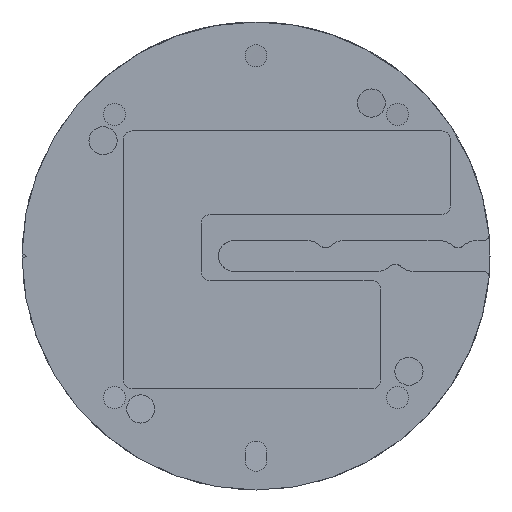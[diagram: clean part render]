
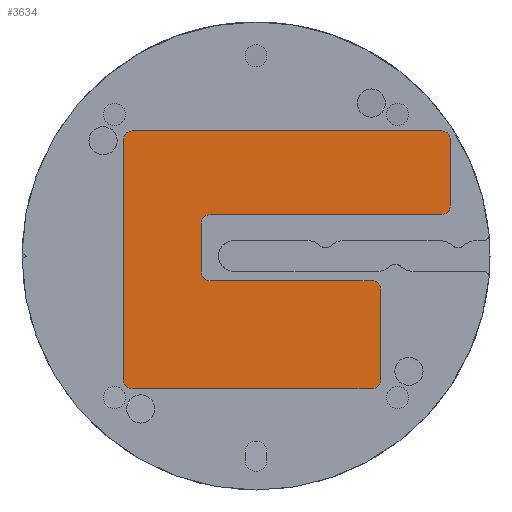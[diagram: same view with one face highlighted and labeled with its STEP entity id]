
A CAD part, front view. The second image highlights one B-rep face of the part: STEP entity #3634.
In plain terms, the highlighted planar face has unit normal (0, -1, 0).
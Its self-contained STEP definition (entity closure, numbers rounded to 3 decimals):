
#1168 = CARTESIAN_POINT ( 'NONE',  ( -22.592, 0.381, -24.185 ) ) ;
#1696 = PLANE ( 'NONE',  #1714 ) ;
#1699 = CARTESIAN_POINT ( 'NONE',  ( 33.863, 0.381, 21.217 ) ) ;
#1714 = AXIS2_PLACEMENT_3D ( 'NONE', #1699, #1723, #1722 ) ;
#1722 = DIRECTION ( 'NONE',  ( 0., 0., 1. ) ) ;
#1723 = DIRECTION ( 'NONE',  ( 0., 1., 0. ) ) ;
#1726 = FACE_OUTER_BOUND ( 'NONE', #3664, .T. ) ;
#1752 = DIRECTION ( 'NONE',  ( -1., 0., 0. ) ) ;
#1753 = VECTOR ( 'NONE', #1752, 1000. ) ;
#1754 = CARTESIAN_POINT ( 'NONE',  ( -22.592, 0.381, 22.805 ) ) ;
#1762 = CARTESIAN_POINT ( 'NONE',  ( 22.751, 0.381, -6.088 ) ) ;
#1763 = CARTESIAN_POINT ( 'NONE',  ( 35.451, 0.381, 21.217 ) ) ;
#1764 = DIRECTION ( 'NONE',  ( 0., 0., 1. ) ) ;
#1765 = VECTOR ( 'NONE', #1764, 1000. ) ;
#1766 = CIRCLE ( 'NONE', #1841, 1.587 ) ;
#1770 = LINE ( 'NONE', #1831, #1765 ) ;
#1771 = LINE ( 'NONE', #1788, #1787 ) ;
#1773 = CARTESIAN_POINT ( 'NONE',  ( -8.368, 0.381, -4.5 ) ) ;
#1774 = CARTESIAN_POINT ( 'NONE',  ( -24.18, 0.381, -22.598 ) ) ;
#1775 = AXIS2_PLACEMENT_3D ( 'NONE', #1807, #1826, #1813 ) ;
#1776 = AXIS2_PLACEMENT_3D ( 'NONE', #1785, #1784, #1783 ) ;
#1779 = CIRCLE ( 'NONE', #1776, 1.587 ) ;
#1783 = DIRECTION ( 'NONE',  ( 0., 0., -1. ) ) ;
#1784 = DIRECTION ( 'NONE',  ( 0., -1., 0. ) ) ;
#1785 = CARTESIAN_POINT ( 'NONE',  ( -22.592, 0.381, -22.598 ) ) ;
#1786 = DIRECTION ( 'NONE',  ( 0., 0., -1. ) ) ;
#1787 = VECTOR ( 'NONE', #1786, 1000. ) ;
#1788 = CARTESIAN_POINT ( 'NONE',  ( -24.18, 0.381, -22.598 ) ) ;
#1789 = DIRECTION ( 'NONE',  ( 0., 0., 1. ) ) ;
#1791 = CIRCLE ( 'NONE', #1775, 1.587 ) ;
#1793 = AXIS2_PLACEMENT_3D ( 'NONE', #1848, #1847, #1846 ) ;
#1799 = DIRECTION ( 'NONE',  ( 0., 1., 0. ) ) ;
#1800 = LINE ( 'NONE', #1754, #1753 ) ;
#1802 = AXIS2_PLACEMENT_3D ( 'NONE', #1803, #1799, #1789 ) ;
#1803 = CARTESIAN_POINT ( 'NONE',  ( -8.368, 0.381, -2.913 ) ) ;
#1805 = LINE ( 'NONE', #1829, #1828 ) ;
#1806 = CARTESIAN_POINT ( 'NONE',  ( 33.863, 0.381, 22.805 ) ) ;
#1807 = CARTESIAN_POINT ( 'NONE',  ( -22.592, 0.381, 21.217 ) ) ;
#1812 = CARTESIAN_POINT ( 'NONE',  ( -9.956, 0.381, -2.913 ) ) ;
#1813 = DIRECTION ( 'NONE',  ( 0., 0., -1. ) ) ;
#1820 = CARTESIAN_POINT ( 'NONE',  ( -24.18, 0.381, 21.217 ) ) ;
#1826 = DIRECTION ( 'NONE',  ( 0., -1., 0. ) ) ;
#1827 = DIRECTION ( 'NONE',  ( -1., 0., 0. ) ) ;
#1828 = VECTOR ( 'NONE', #1827, 1000. ) ;
#1829 = CARTESIAN_POINT ( 'NONE',  ( -8.368, 0.381, -4.5 ) ) ;
#1830 = CARTESIAN_POINT ( 'NONE',  ( 22.751, 0.381, -22.598 ) ) ;
#1831 = CARTESIAN_POINT ( 'NONE',  ( 22.751, 0.381, -6.088 ) ) ;
#1837 = CARTESIAN_POINT ( 'NONE',  ( 21.163, 0.381, -4.5 ) ) ;
#1840 = CARTESIAN_POINT ( 'NONE',  ( -22.592, 0.381, 22.805 ) ) ;
#1841 = AXIS2_PLACEMENT_3D ( 'NONE', #1845, #1844, #1843 ) ;
#1842 = CIRCLE ( 'NONE', #1802, 1.588 ) ;
#1843 = DIRECTION ( 'NONE',  ( 0., 0., 1. ) ) ;
#1844 = DIRECTION ( 'NONE',  ( 0., -1., 0. ) ) ;
#1845 = CARTESIAN_POINT ( 'NONE',  ( 33.863, 0.381, 21.217 ) ) ;
#1846 = DIRECTION ( 'NONE',  ( 0., 0., -1. ) ) ;
#1847 = DIRECTION ( 'NONE',  ( 0., -1., 0. ) ) ;
#1848 = CARTESIAN_POINT ( 'NONE',  ( 21.163, 0.381, -6.088 ) ) ;
#1855 = CIRCLE ( 'NONE', #1793, 1.587 ) ;
#1856 = CARTESIAN_POINT ( 'NONE',  ( 21.163, 0.381, -24.185 ) ) ;
#3169 = VERTEX_POINT ( 'NONE', #1168 ) ;
#3274 = DIRECTION ( 'NONE',  ( 0., 0., 1. ) ) ;
#3626 = ORIENTED_EDGE ( 'NONE', *, *, #3704, .T. ) ;
#3634 = ADVANCED_FACE ( 'NONE', ( #1726 ), #1696, .F. ) ;
#3649 = LINE ( 'NONE', #3660, #3659 ) ;
#3650 = CARTESIAN_POINT ( 'NONE',  ( 35.451, 0.381, 9.152 ) ) ;
#3659 = VECTOR ( 'NONE', #3274, 1000. ) ;
#3660 = CARTESIAN_POINT ( 'NONE',  ( -9.956, 0.381, -2.913 ) ) ;
#3664 = EDGE_LOOP ( 'NONE', ( #3626, #3706, #3728, #3703, #3748, #6506, #3754, #6415, #6501, #3698, #3727, #6523, #6482, #6452, #6410, #6418 ) ) ;
#3695 = CARTESIAN_POINT ( 'NONE',  ( 33.863, 0.381, 7.565 ) ) ;
#3696 = EDGE_CURVE ( 'NONE', #3715, #3701, #1855, .T. ) ;
#3697 = EDGE_CURVE ( 'NONE', #3717, #3715, #1770, .T. ) ;
#3698 = ORIENTED_EDGE ( 'NONE', *, *, #3716, .T. ) ;
#3699 = VERTEX_POINT ( 'NONE', #1856 ) ;
#3701 = VERTEX_POINT ( 'NONE', #1837 ) ;
#3700 = CARTESIAN_POINT ( 'NONE',  ( 21.163, 0.381, -22.598 ) ) ;
#3702 = VERTEX_POINT ( 'NONE', #1763 ) ;
#3703 = ORIENTED_EDGE ( 'NONE', *, *, #3707, .T. ) ;
#3704 = EDGE_CURVE ( 'NONE', #3702, #3749, #1766, .T. ) ;
#3705 = VERTEX_POINT ( 'NONE', #1820 ) ;
#3706 = ORIENTED_EDGE ( 'NONE', *, *, #3752, .T. ) ;
#3707 = EDGE_CURVE ( 'NONE', #3705, #3708, #1771, .T. ) ;
#3708 = VERTEX_POINT ( 'NONE', #1774 ) ;
#3709 = VERTEX_POINT ( 'NONE', #1840 ) ;
#3714 = VERTEX_POINT ( 'NONE', #1773 ) ;
#3715 = VERTEX_POINT ( 'NONE', #1762 ) ;
#3716 = EDGE_CURVE ( 'NONE', #3701, #3714, #1805, .T. ) ;
#3717 = VERTEX_POINT ( 'NONE', #1830 ) ;
#3723 = DIRECTION ( 'NONE',  ( 0., 0., 1. ) ) ;
#3726 = EDGE_CURVE ( 'NONE', #3714, #3753, #1842, .T. ) ;
#3727 = ORIENTED_EDGE ( 'NONE', *, *, #3726, .T. ) ;
#3728 = ORIENTED_EDGE ( 'NONE', *, *, #3750, .T. ) ;
#3730 = AXIS2_PLACEMENT_3D ( 'NONE', #3700, #3746, #3743 ) ;
#3732 = CARTESIAN_POINT ( 'NONE',  ( -8.368, 0.381, 5.977 ) ) ;
#3733 = DIRECTION ( 'NONE',  ( 0., 1., 0. ) ) ;
#3736 = CIRCLE ( 'NONE', #3730, 1.587 ) ;
#3739 = AXIS2_PLACEMENT_3D ( 'NONE', #3732, #3733, #3723 ) ;
#3743 = DIRECTION ( 'NONE',  ( 0., 0., -1. ) ) ;
#3746 = DIRECTION ( 'NONE',  ( 0., -1., 0. ) ) ;
#3747 = CIRCLE ( 'NONE', #3739, 1.588 ) ;
#3748 = ORIENTED_EDGE ( 'NONE', *, *, #3751, .T. ) ;
#3749 = VERTEX_POINT ( 'NONE', #1806 ) ;
#3750 = EDGE_CURVE ( 'NONE', #3709, #3705, #1791, .T. ) ;
#3751 = EDGE_CURVE ( 'NONE', #3708, #3169, #1779, .T. ) ;
#3752 = EDGE_CURVE ( 'NONE', #3749, #3709, #1800, .T. ) ;
#3753 = VERTEX_POINT ( 'NONE', #1812 ) ;
#3754 = ORIENTED_EDGE ( 'NONE', *, *, #6400, .T. ) ;
#3789 = LINE ( 'NONE', #3800, #3798 ) ;
#3796 = CARTESIAN_POINT ( 'NONE',  ( -8.368, 0.381, 7.565 ) ) ;
#3797 = DIRECTION ( 'NONE',  ( 1., 0., 0. ) ) ;
#3798 = VECTOR ( 'NONE', #3797, 1000. ) ;
#3800 = CARTESIAN_POINT ( 'NONE',  ( -8.368, 0.381, 7.565 ) ) ;
#3926 = CARTESIAN_POINT ( 'NONE',  ( -9.956, 0.381, 5.977 ) ) ;
#3960 = LINE ( 'NONE', #3976, #3992 ) ;
#3976 = CARTESIAN_POINT ( 'NONE',  ( 35.451, 0.381, 21.217 ) ) ;
#3991 = DIRECTION ( 'NONE',  ( 0., 0., 1. ) ) ;
#3992 = VECTOR ( 'NONE', #3991, 1000. ) ;
#3999 = AXIS2_PLACEMENT_3D ( 'NONE', #4021, #4033, #4032 ) ;
#4003 = LINE ( 'NONE', #4006, #4025 ) ;
#4006 = CARTESIAN_POINT ( 'NONE',  ( -22.592, 0.381, -24.185 ) ) ;
#4015 = CIRCLE ( 'NONE', #3999, 1.587 ) ;
#4021 = CARTESIAN_POINT ( 'NONE',  ( 33.863, 0.381, 9.152 ) ) ;
#4024 = DIRECTION ( 'NONE',  ( 1., 0., 0. ) ) ;
#4025 = VECTOR ( 'NONE', #4024, 1000. ) ;
#4032 = DIRECTION ( 'NONE',  ( 0., 0., -1. ) ) ;
#4033 = DIRECTION ( 'NONE',  ( 0., -1., 0. ) ) ;
#6397 = VERTEX_POINT ( 'NONE', #3650 ) ;
#6398 = EDGE_CURVE ( 'NONE', #3753, #6505, #3649, .T. ) ;
#6399 = EDGE_CURVE ( 'NONE', #6505, #6443, #3747, .T. ) ;
#6400 = EDGE_CURVE ( 'NONE', #3699, #3717, #3736, .T. ) ;
#6410 = ORIENTED_EDGE ( 'NONE', *, *, #6524, .T. ) ;
#6415 = ORIENTED_EDGE ( 'NONE', *, *, #3697, .T. ) ;
#6418 = ORIENTED_EDGE ( 'NONE', *, *, #6498, .T. ) ;
#6443 = VERTEX_POINT ( 'NONE', #3796 ) ;
#6452 = ORIENTED_EDGE ( 'NONE', *, *, #6454, .T. ) ;
#6453 = VERTEX_POINT ( 'NONE', #3695 ) ;
#6454 = EDGE_CURVE ( 'NONE', #6443, #6453, #3789, .T. ) ;
#6482 = ORIENTED_EDGE ( 'NONE', *, *, #6399, .T. ) ;
#6498 = EDGE_CURVE ( 'NONE', #6397, #3702, #3960, .T. ) ;
#6501 = ORIENTED_EDGE ( 'NONE', *, *, #3696, .T. ) ;
#6505 = VERTEX_POINT ( 'NONE', #3926 ) ;
#6506 = ORIENTED_EDGE ( 'NONE', *, *, #6517, .T. ) ;
#6517 = EDGE_CURVE ( 'NONE', #3169, #3699, #4003, .T. ) ;
#6523 = ORIENTED_EDGE ( 'NONE', *, *, #6398, .T. ) ;
#6524 = EDGE_CURVE ( 'NONE', #6453, #6397, #4015, .T. ) ;
